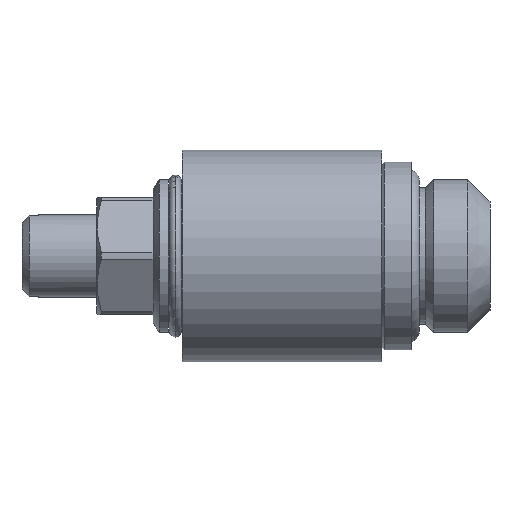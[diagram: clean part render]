
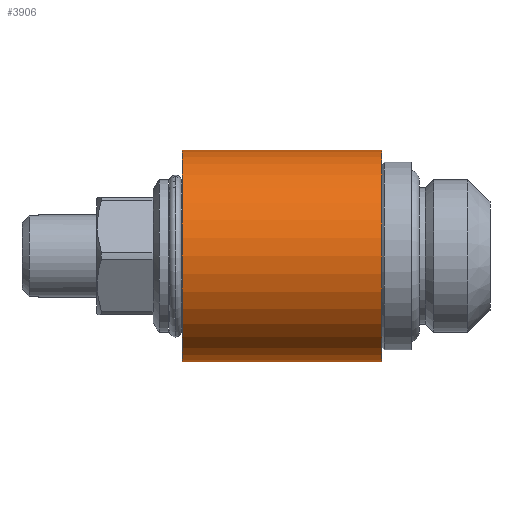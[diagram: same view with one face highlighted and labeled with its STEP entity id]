
A CAD part, left-side view. The second image highlights one B-rep face of the part: STEP entity #3906.
In plain terms, the highlighted cylindrical face has radius 9 mm (diameter 18 mm), a partial arc.
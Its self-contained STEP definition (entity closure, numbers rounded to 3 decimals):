
#435 = CYLINDRICAL_SURFACE ( 'NONE', #437, 9. ) ;
#436 = CARTESIAN_POINT ( 'NONE',  ( 0., 31.286, 0. ) ) ;
#437 = AXIS2_PLACEMENT_3D ( 'NONE', #436, #491, #490 ) ;
#465 = DIRECTION ( 'NONE',  ( 0., 0., -1. ) ) ;
#466 = DIRECTION ( 'NONE',  ( 0., -1., 0. ) ) ;
#467 = AXIS2_PLACEMENT_3D ( 'NONE', #494, #466, #465 ) ;
#468 = CIRCLE ( 'NONE', #467, 9. ) ;
#475 = FACE_OUTER_BOUND ( 'NONE', #3901, .T. ) ;
#487 = CIRCLE ( 'NONE', #498, 9. ) ;
#490 = DIRECTION ( 'NONE',  ( 0., 0., 1. ) ) ;
#491 = DIRECTION ( 'NONE',  ( 0., 1., 0. ) ) ;
#494 = CARTESIAN_POINT ( 'NONE',  ( 0., 9.2, 0. ) ) ;
#495 = DIRECTION ( 'NONE',  ( 0., 0., 1. ) ) ;
#496 = DIRECTION ( 'NONE',  ( 0., 1., 0. ) ) ;
#497 = CARTESIAN_POINT ( 'NONE',  ( 0., 26.2, 0. ) ) ;
#498 = AXIS2_PLACEMENT_3D ( 'NONE', #497, #496, #495 ) ;
#2884 = CARTESIAN_POINT ( 'NONE',  ( 0., 26.2, 9. ) ) ;
#3041 = CARTESIAN_POINT ( 'NONE',  ( 0., 9.2, -9. ) ) ;
#3042 = DIRECTION ( 'NONE',  ( 0., 1., 0. ) ) ;
#3043 = VECTOR ( 'NONE', #3042, 1000. ) ;
#3044 = CARTESIAN_POINT ( 'NONE',  ( 0., 31.286, -9. ) ) ;
#3055 = CARTESIAN_POINT ( 'NONE',  ( 0., 9.2, 9. ) ) ;
#3056 = DIRECTION ( 'NONE',  ( 0., 1., 0. ) ) ;
#3057 = VECTOR ( 'NONE', #3056, 1000. ) ;
#3058 = CARTESIAN_POINT ( 'NONE',  ( 0., 31.286, 9. ) ) ;
#3059 = LINE ( 'NONE', #3058, #3057 ) ;
#3084 = LINE ( 'NONE', #3044, #3043 ) ;
#3176 = CARTESIAN_POINT ( 'NONE',  ( 0., 26.2, -9. ) ) ;
#3464 = VERTEX_POINT ( 'NONE', #2884 ) ;
#3495 = VERTEX_POINT ( 'NONE', #3041 ) ;
#3500 = EDGE_CURVE ( 'NONE', #3495, #3559, #3084, .T. ) ;
#3559 = VERTEX_POINT ( 'NONE', #3176 ) ;
#3571 = EDGE_CURVE ( 'NONE', #3572, #3464, #3059, .T. ) ;
#3572 = VERTEX_POINT ( 'NONE', #3055 ) ;
#3901 = EDGE_LOOP ( 'NONE', ( #3918, #3903, #3902, #3930 ) ) ;
#3902 = ORIENTED_EDGE ( 'NONE', *, *, #3571, .T. ) ;
#3903 = ORIENTED_EDGE ( 'NONE', *, *, #3916, .F. ) ;
#3906 = ADVANCED_FACE ( 'NONE', ( #475 ), #435, .T. ) ;
#3911 = EDGE_CURVE ( 'NONE', #3559, #3464, #487, .T. ) ;
#3916 = EDGE_CURVE ( 'NONE', #3572, #3495, #468, .T. ) ;
#3918 = ORIENTED_EDGE ( 'NONE', *, *, #3500, .F. ) ;
#3930 = ORIENTED_EDGE ( 'NONE', *, *, #3911, .F. ) ;
